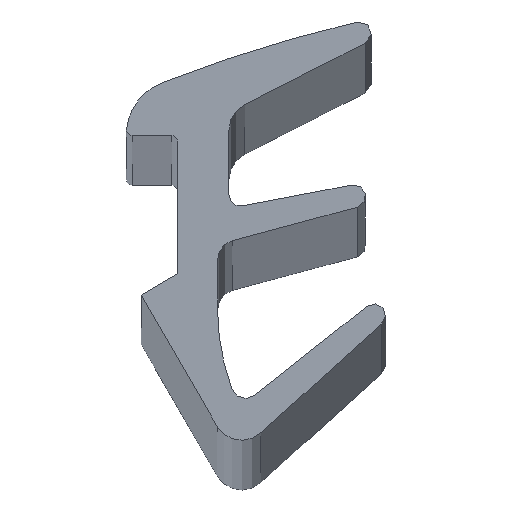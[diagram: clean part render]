
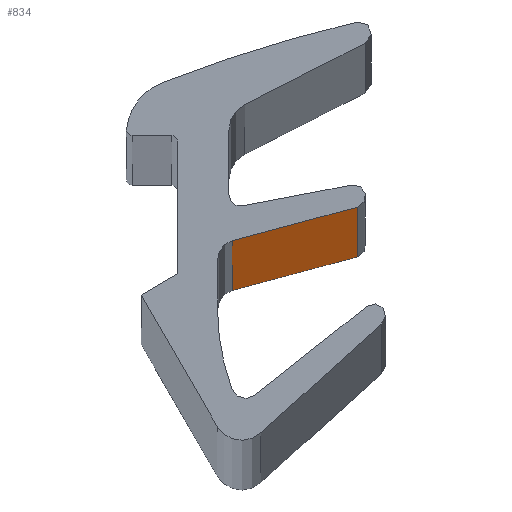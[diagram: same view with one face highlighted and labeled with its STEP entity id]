
A CAD part, top view. The second image highlights one B-rep face of the part: STEP entity #834.
In plain terms, the highlighted planar face has unit normal (0.259, -0.966, 0).
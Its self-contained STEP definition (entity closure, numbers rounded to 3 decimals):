
#2 = VECTOR ( 'NONE', #429, 1000. ) ;
#4 = VECTOR ( 'NONE', #564, 1000. ) ;
#5 = LINE ( 'NONE', #431, #2 ) ;
#6 = LINE ( 'NONE', #738, #4 ) ;
#7 = VECTOR ( 'NONE', #438, 1000. ) ;
#10 = LINE ( 'NONE', #684, #7 ) ;
#54 = VECTOR ( 'NONE', #567, 1000. ) ;
#57 = LINE ( 'NONE', #614, #54 ) ;
#93 = FACE_OUTER_BOUND ( 'NONE', #801, .T. ) ;
#130 = VERTEX_POINT ( 'NONE', #466 ) ;
#131 = VERTEX_POINT ( 'NONE', #469 ) ;
#142 = VERTEX_POINT ( 'NONE', #491 ) ;
#152 = VERTEX_POINT ( 'NONE', #447 ) ;
#213 = ORIENTED_EDGE ( 'NONE', *, *, #894, .F. ) ;
#219 = ORIENTED_EDGE ( 'NONE', *, *, #891, .T. ) ;
#268 = ORIENTED_EDGE ( 'NONE', *, *, #863, .T. ) ;
#316 = AXIS2_PLACEMENT_3D ( 'NONE', #580, #472, #577 ) ;
#429 = DIRECTION ( 'NONE',  ( 0., 0., -1. ) ) ;
#431 = CARTESIAN_POINT ( 'NONE',  ( 4.056, 8.186, 500. ) ) ;
#438 = DIRECTION ( 'NONE',  ( 0.966, 0.259, 0. ) ) ;
#447 = CARTESIAN_POINT ( 'NONE',  ( 4.056, 8.186, -500. ) ) ;
#466 = CARTESIAN_POINT ( 'NONE',  ( -0.329, 7.011, 500. ) ) ;
#469 = CARTESIAN_POINT ( 'NONE',  ( -0.329, 7.011, -500. ) ) ;
#472 = DIRECTION ( 'NONE',  ( -0.259, 0.966, 0. ) ) ;
#491 = CARTESIAN_POINT ( 'NONE',  ( 4.056, 8.186, 500. ) ) ;
#564 = DIRECTION ( 'NONE',  ( 0.966, 0.259, 0. ) ) ;
#567 = DIRECTION ( 'NONE',  ( 0., 0., -1. ) ) ;
#577 = DIRECTION ( 'NONE',  ( -0.966, -0.259, 0. ) ) ;
#580 = CARTESIAN_POINT ( 'NONE',  ( 4.056, 8.186, 500. ) ) ;
#589 = PLANE ( 'NONE',  #316 ) ;
#614 = CARTESIAN_POINT ( 'NONE',  ( -0.329, 7.011, 500. ) ) ;
#684 = CARTESIAN_POINT ( 'NONE',  ( 4.056, 8.186, -500. ) ) ;
#738 = CARTESIAN_POINT ( 'NONE',  ( 4.056, 8.186, 500. ) ) ;
#801 = EDGE_LOOP ( 'NONE', ( #219, #213, #817, #268 ) ) ;
#817 = ORIENTED_EDGE ( 'NONE', *, *, #893, .F. ) ;
#834 = ADVANCED_FACE ( 'NONE', ( #93 ), #589, .F. ) ;
#863 = EDGE_CURVE ( 'NONE', #130, #131, #57, .T. ) ;
#891 = EDGE_CURVE ( 'NONE', #131, #152, #10, .T. ) ;
#893 = EDGE_CURVE ( 'NONE', #130, #142, #6, .T. ) ;
#894 = EDGE_CURVE ( 'NONE', #142, #152, #5, .T. ) ;
